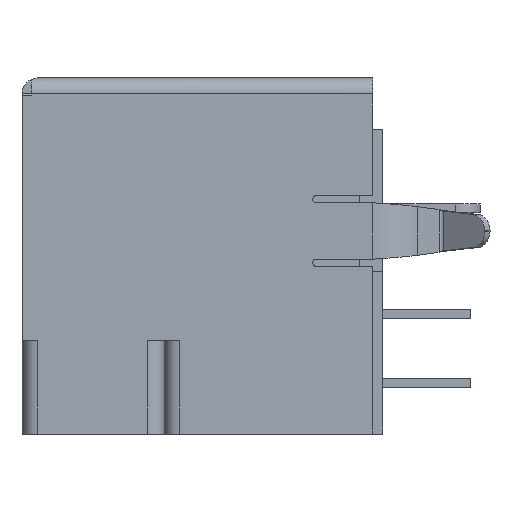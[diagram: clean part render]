
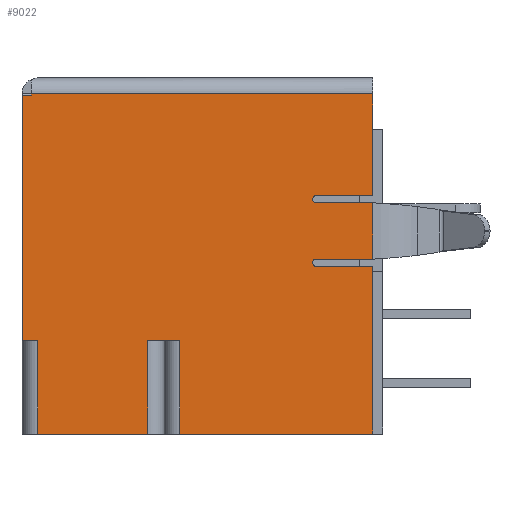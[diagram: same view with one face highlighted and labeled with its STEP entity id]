
A CAD part, left-side view. The second image highlights one B-rep face of the part: STEP entity #9022.
In plain terms, the highlighted planar face has unit normal (-1, 0, 0).
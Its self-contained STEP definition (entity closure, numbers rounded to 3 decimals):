
#2579=DIRECTION('',(0.,0.,-1.));
#2580=VECTOR('',#2579,8.839);
#2581=CARTESIAN_POINT('',(-7.,6.5,-0.635));
#2582=LINE('',#2581,#2580);
#2644=DIRECTION('',(0.,1.,0.));
#2645=VECTOR('',#2644,12.301);
#2646=CARTESIAN_POINT('',(-7.,-6.129,-0.574));
#2647=LINE('',#2646,#2645);
#2648=DIRECTION('',(0.,1.,0.));
#2649=VECTOR('',#2648,2.032);
#2650=CARTESIAN_POINT('',(-7.,-6.129,-4.242));
#2651=LINE('',#2650,#2649);
#2652=CARTESIAN_POINT('',(-7.,-4.097,-4.369));
#2653=DIRECTION('',(-1.,0.,0.));
#2654=DIRECTION('',(0.,0.,1.));
#2655=AXIS2_PLACEMENT_3D('',#2652,#2653,#2654);
#2657=DIRECTION('',(0.,1.,0.));
#2658=VECTOR('',#2657,2.032);
#2659=CARTESIAN_POINT('',(-7.,-6.129,-4.496));
#2660=LINE('',#2659,#2658);
#2661=DIRECTION('',(0.,0.,1.));
#2662=VECTOR('',#2661,2.032);
#2663=CARTESIAN_POINT('',(-7.,-6.129,-6.528));
#2664=LINE('',#2663,#2662);
#2665=DIRECTION('',(0.,1.,0.));
#2666=VECTOR('',#2665,2.032);
#2667=CARTESIAN_POINT('',(-7.,-6.129,-6.528));
#2668=LINE('',#2667,#2666);
#2669=CARTESIAN_POINT('',(-7.,-4.097,-6.655));
#2670=DIRECTION('',(-1.,0.,0.));
#2671=DIRECTION('',(0.,0.,1.));
#2672=AXIS2_PLACEMENT_3D('',#2669,#2670,#2671);
#2674=DIRECTION('',(0.,1.,0.));
#2675=VECTOR('',#2674,2.032);
#2676=CARTESIAN_POINT('',(-7.,-6.129,-6.782));
#2677=LINE('',#2676,#2675);
#2678=DIRECTION('',(0.,0.,-1.));
#2679=VECTOR('',#2678,3.353);
#2680=CARTESIAN_POINT('',(-7.,0.815,-9.474));
#2681=LINE('',#2680,#2679);
#2682=DIRECTION('',(0.,-1.,0.));
#2683=VECTOR('',#2682,1.148);
#2684=CARTESIAN_POINT('',(-7.,1.964,-9.474));
#2685=LINE('',#2684,#2683);
#2686=DIRECTION('',(0.,0.,-1.));
#2687=VECTOR('',#2686,3.353);
#2688=CARTESIAN_POINT('',(-7.,1.964,-9.474));
#2689=LINE('',#2688,#2687);
#2690=DIRECTION('',(0.,0.,-1.));
#2691=VECTOR('',#2690,3.353);
#2692=CARTESIAN_POINT('',(-7.,5.926,-9.474));
#2693=LINE('',#2692,#2691);
#2694=DIRECTION('',(0.,-1.,0.));
#2695=VECTOR('',#2694,0.574);
#2696=CARTESIAN_POINT('',(-7.,6.5,-9.474));
#2697=LINE('',#2696,#2695);
#2698=DIRECTION('',(0.,-1.,0.));
#2699=VECTOR('',#2698,0.328);
#2700=CARTESIAN_POINT('',(-7.,6.5,-0.635));
#2701=LINE('',#2700,#2699);
#2702=DIRECTION('',(0.,0.,-1.));
#2703=VECTOR('',#2702,0.061);
#2704=CARTESIAN_POINT('',(-7.,6.172,-0.574));
#2705=LINE('',#2704,#2703);
#2718=DIRECTION('',(0.,0.,1.));
#2719=VECTOR('',#2718,6.045);
#2720=CARTESIAN_POINT('',(-7.,-6.129,-12.827));
#2721=LINE('',#2720,#2719);
#2890=DIRECTION('',(0.,0.,1.));
#2891=VECTOR('',#2890,3.668);
#2892=CARTESIAN_POINT('',(-7.,-6.129,-4.242));
#2893=LINE('',#2892,#2891);
#3413=DIRECTION('',(0.,-1.,0.));
#3414=VECTOR('',#3413,3.962);
#3415=CARTESIAN_POINT('',(-7.,5.926,-12.827));
#3416=LINE('',#3415,#3414);
#3427=DIRECTION('',(0.,-1.,0.));
#3428=VECTOR('',#3427,6.944);
#3429=CARTESIAN_POINT('',(-7.,0.815,-12.827));
#3430=LINE('',#3429,#3428);
#3843=CARTESIAN_POINT('',(-7.,-6.129,-6.528));
#3852=CARTESIAN_POINT('',(-7.,-6.129,-4.496));
#5041=CARTESIAN_POINT('',(-7.,-6.129,-4.242));
#5042=CARTESIAN_POINT('',(-7.,-4.097,-4.242));
#5043=VERTEX_POINT('',#5041);
#5044=VERTEX_POINT('',#5042);
#5045=CARTESIAN_POINT('',(-7.,-4.097,-4.496));
#5046=VERTEX_POINT('',#5045);
#5047=CARTESIAN_POINT('',(-7.,-4.097,-6.528));
#5048=CARTESIAN_POINT('',(-7.,-4.097,-6.782));
#5049=VERTEX_POINT('',#5047);
#5050=VERTEX_POINT('',#5048);
#5051=CARTESIAN_POINT('',(-7.,-6.129,-6.782));
#5052=VERTEX_POINT('',#5051);
#5053=CARTESIAN_POINT('',(-7.,-6.129,-12.827));
#5054=VERTEX_POINT('',#5053);
#5147=VERTEX_POINT('',#3843);
#5148=VERTEX_POINT('',#3852);
#5433=CARTESIAN_POINT('',(-7.,6.5,-9.474));
#5434=CARTESIAN_POINT('',(-7.,5.926,-9.474));
#5435=VERTEX_POINT('',#5433);
#5436=VERTEX_POINT('',#5434);
#5437=CARTESIAN_POINT('',(-7.,1.964,-9.474));
#5438=CARTESIAN_POINT('',(-7.,0.815,-9.474));
#5439=VERTEX_POINT('',#5437);
#5440=VERTEX_POINT('',#5438);
#5441=CARTESIAN_POINT('',(-7.,5.926,-12.827));
#5442=VERTEX_POINT('',#5441);
#5443=CARTESIAN_POINT('',(-7.,0.815,-12.827));
#5444=VERTEX_POINT('',#5443);
#5445=CARTESIAN_POINT('',(-7.,1.964,-12.827));
#5446=VERTEX_POINT('',#5445);
#5477=CARTESIAN_POINT('',(-7.,6.5,-0.635));
#5478=CARTESIAN_POINT('',(-7.,6.172,-0.635));
#5479=VERTEX_POINT('',#5477);
#5480=VERTEX_POINT('',#5478);
#5613=CARTESIAN_POINT('',(-7.,-6.129,-0.574));
#5614=CARTESIAN_POINT('',(-7.,6.172,-0.574));
#5615=VERTEX_POINT('',#5613);
#5616=VERTEX_POINT('',#5614);
#8979=CARTESIAN_POINT('',(-7.,6.5,0.));
#8980=DIRECTION('',(-1.,0.,0.));
#8981=DIRECTION('',(0.,-1.,0.));
#8982=AXIS2_PLACEMENT_3D('',#8979,#8980,#8981);
#8983=PLANE('',#8982);
#8984=ORIENTED_EDGE('',*,*,#8834,.F.);
#8986=ORIENTED_EDGE('',*,*,#8985,.F.);
#8988=ORIENTED_EDGE('',*,*,#8987,.T.);
#8990=ORIENTED_EDGE('',*,*,#8989,.T.);
#8992=ORIENTED_EDGE('',*,*,#8991,.F.);
#8994=ORIENTED_EDGE('',*,*,#8993,.F.);
#8996=ORIENTED_EDGE('',*,*,#8995,.T.);
#8998=ORIENTED_EDGE('',*,*,#8997,.T.);
#9000=ORIENTED_EDGE('',*,*,#8999,.F.);
#9002=ORIENTED_EDGE('',*,*,#9001,.F.);
#9004=ORIENTED_EDGE('',*,*,#9003,.F.);
#9006=ORIENTED_EDGE('',*,*,#9005,.F.);
#9008=ORIENTED_EDGE('',*,*,#9007,.F.);
#9010=ORIENTED_EDGE('',*,*,#9009,.T.);
#9012=ORIENTED_EDGE('',*,*,#9011,.F.);
#9014=ORIENTED_EDGE('',*,*,#9013,.F.);
#9016=ORIENTED_EDGE('',*,*,#9015,.F.);
#9017=ORIENTED_EDGE('',*,*,#8912,.F.);
#9018=ORIENTED_EDGE('',*,*,#8971,.T.);
#9019=ORIENTED_EDGE('',*,*,#8863,.F.);
#9020=EDGE_LOOP('',(#8984,#8986,#8988,#8990,#8992,#8994,#8996,#8998,#9000,#9002,
#9004,#9006,#9008,#9010,#9012,#9014,#9016,#9017,#9018,#9019));
#9021=FACE_OUTER_BOUND('',#9020,.F.);
#9022=ADVANCED_FACE('',(#9021),#8983,.T.);
#2656=CIRCLE('',#2655,0.127);
#2673=CIRCLE('',#2672,0.127);
#8834=EDGE_CURVE('',#5615,#5616,#2647,.T.);
#8863=EDGE_CURVE('',#5616,#5480,#2705,.T.);
#8912=EDGE_CURVE('',#5479,#5435,#2582,.T.);
#8971=EDGE_CURVE('',#5479,#5480,#2701,.T.);
#8985=EDGE_CURVE('',#5043,#5615,#2893,.T.);
#8987=EDGE_CURVE('',#5043,#5044,#2651,.T.);
#8989=EDGE_CURVE('',#5044,#5046,#2656,.T.);
#8991=EDGE_CURVE('',#5148,#5046,#2660,.T.);
#8993=EDGE_CURVE('',#5147,#5148,#2664,.T.);
#8995=EDGE_CURVE('',#5147,#5049,#2668,.T.);
#8997=EDGE_CURVE('',#5049,#5050,#2673,.T.);
#8999=EDGE_CURVE('',#5052,#5050,#2677,.T.);
#9001=EDGE_CURVE('',#5054,#5052,#2721,.T.);
#9003=EDGE_CURVE('',#5444,#5054,#3430,.T.);
#9005=EDGE_CURVE('',#5440,#5444,#2681,.T.);
#9007=EDGE_CURVE('',#5439,#5440,#2685,.T.);
#9009=EDGE_CURVE('',#5439,#5446,#2689,.T.);
#9011=EDGE_CURVE('',#5442,#5446,#3416,.T.);
#9013=EDGE_CURVE('',#5436,#5442,#2693,.T.);
#9015=EDGE_CURVE('',#5435,#5436,#2697,.T.);
